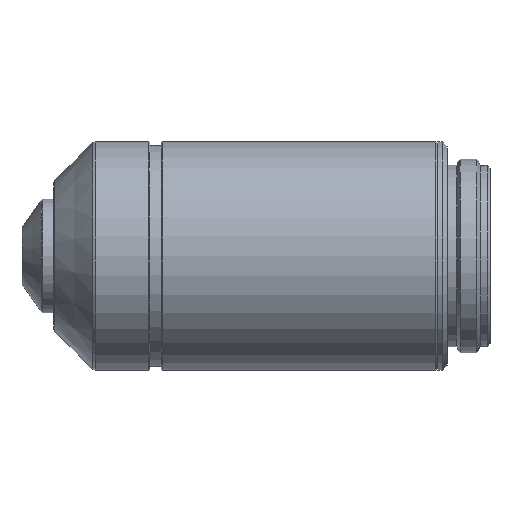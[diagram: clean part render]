
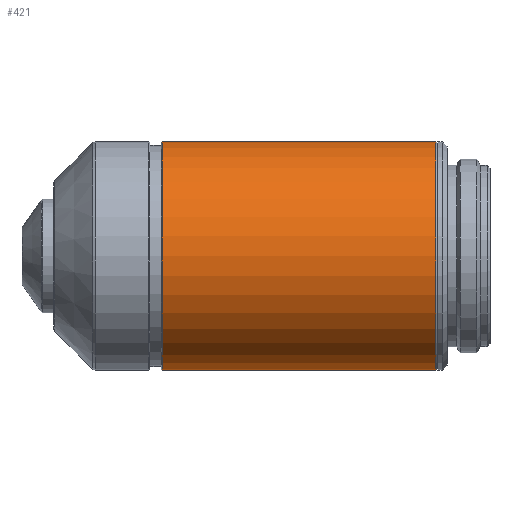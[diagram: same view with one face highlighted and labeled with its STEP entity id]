
A CAD part, top view. The second image highlights one B-rep face of the part: STEP entity #421.
In plain terms, the highlighted cylindrical face has radius 12 mm (diameter 24 mm), a partial arc.
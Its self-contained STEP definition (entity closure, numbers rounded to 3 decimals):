
#1 = CIRCLE ( 'NONE', #700, 12. ) ;
#14 = CARTESIAN_POINT ( 'NONE',  ( 29.45, 12., 0. ) ) ;
#21 = CIRCLE ( 'NONE', #395, 12. ) ;
#36 = ORIENTED_EDGE ( 'NONE', *, *, #971, .F. ) ;
#87 = FACE_OUTER_BOUND ( 'NONE', #472, .T. ) ;
#112 = CARTESIAN_POINT ( 'NONE',  ( 15.1, 12., 0. ) ) ;
#143 = DIRECTION ( 'NONE',  ( 1., 0., 0. ) ) ;
#155 = CARTESIAN_POINT ( 'NONE',  ( 43.8, 0., 0. ) ) ;
#209 = AXIS2_PLACEMENT_3D ( 'NONE', #941, #863, #1033 ) ;
#228 = EDGE_CURVE ( 'NONE', #764, #522, #827, .T. ) ;
#242 = CARTESIAN_POINT ( 'NONE',  ( 29.45, -12., 0. ) ) ;
#253 = DIRECTION ( 'NONE',  ( 1., 0., 0. ) ) ;
#292 = DIRECTION ( 'NONE',  ( 1., 0., 0. ) ) ;
#294 = ORIENTED_EDGE ( 'NONE', *, *, #228, .T. ) ;
#395 = AXIS2_PLACEMENT_3D ( 'NONE', #1127, #253, #643 ) ;
#402 = CARTESIAN_POINT ( 'NONE',  ( 15.1, -12., 0. ) ) ;
#421 = ADVANCED_FACE ( 'NONE', ( #87 ), #478, .T. ) ;
#472 = EDGE_LOOP ( 'NONE', ( #36, #847, #948, #294 ) ) ;
#478 = CYLINDRICAL_SURFACE ( 'NONE', #209, 12. ) ;
#522 = VERTEX_POINT ( 'NONE', #990 ) ;
#523 = EDGE_CURVE ( 'NONE', #829, #664, #792, .T. ) ;
#643 = DIRECTION ( 'NONE',  ( 0., 1., 0. ) ) ;
#664 = VERTEX_POINT ( 'NONE', #949 ) ;
#700 = AXIS2_PLACEMENT_3D ( 'NONE', #155, #911, #819 ) ;
#764 = VERTEX_POINT ( 'NONE', #402 ) ;
#792 = LINE ( 'NONE', #14, #816 ) ;
#816 = VECTOR ( 'NONE', #292, 1000. ) ;
#819 = DIRECTION ( 'NONE',  ( 0., 1., 0. ) ) ;
#827 = LINE ( 'NONE', #242, #1058 ) ;
#829 = VERTEX_POINT ( 'NONE', #112 ) ;
#847 = ORIENTED_EDGE ( 'NONE', *, *, #523, .F. ) ;
#863 = DIRECTION ( 'NONE',  ( 1., 0., 0. ) ) ;
#911 = DIRECTION ( 'NONE',  ( 1., 0., 0. ) ) ;
#941 = CARTESIAN_POINT ( 'NONE',  ( 29.45, 0., 0. ) ) ;
#948 = ORIENTED_EDGE ( 'NONE', *, *, #1030, .T. ) ;
#949 = CARTESIAN_POINT ( 'NONE',  ( 43.8, 12., 0. ) ) ;
#971 = EDGE_CURVE ( 'NONE', #664, #522, #1, .T. ) ;
#990 = CARTESIAN_POINT ( 'NONE',  ( 43.8, -12., 0. ) ) ;
#1030 = EDGE_CURVE ( 'NONE', #829, #764, #21, .T. ) ;
#1033 = DIRECTION ( 'NONE',  ( 0., -1., 0. ) ) ;
#1058 = VECTOR ( 'NONE', #143, 1000. ) ;
#1127 = CARTESIAN_POINT ( 'NONE',  ( 15.1, 0., 0. ) ) ;
